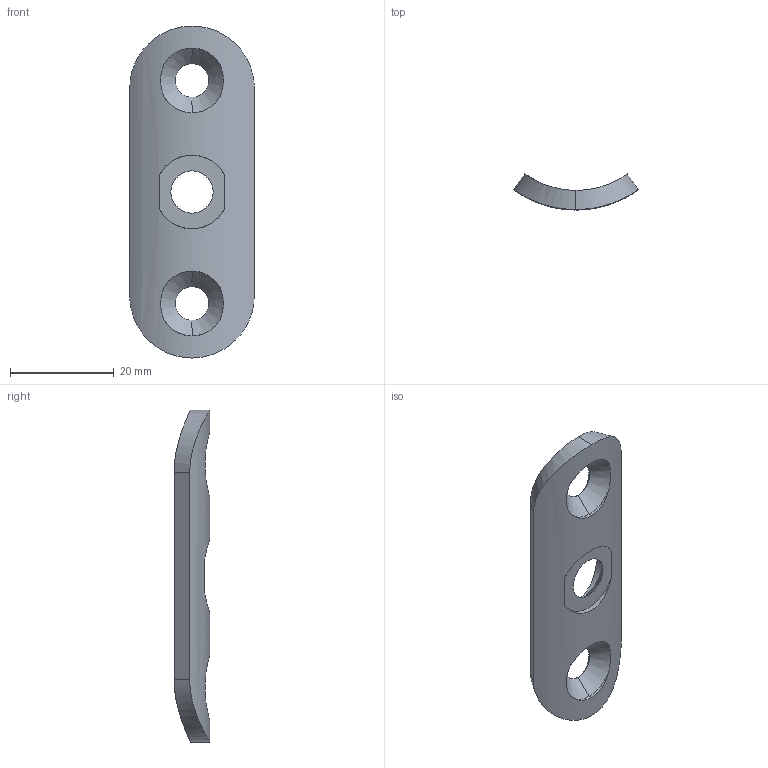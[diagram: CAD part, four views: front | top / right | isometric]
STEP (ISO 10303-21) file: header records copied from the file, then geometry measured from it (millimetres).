
FILE_DESCRIPTION (( 'STEP AP203' ), '1' );
FILE_NAME ('A_1800-133.STEP', '2022-12-13T09:26:23', ( '' ), ( '' ), 'SwSTEP 2.0', 'SolidWorks 2019', '' );
FILE_SCHEMA (( 'CONFIG_CONTROL_DESIGN' ));
Length unit declared in the file: millimetre
Products named in the file (1): A_1800-133
Bounding box: 24 x 6.87 x 64 mm (x, y, z)
Volume: 4096.6 mm3; surface area: 3247 mm2
Topology: 1 solids, 1 shells, 29 faces, 66 edges, 40 vertices
Faces by surface type: cylinder 16, cone 6, bspline 4, plane 3
Entity records: 1815 total; most frequent: CARTESIAN_POINT 1124, ORIENTED_EDGE 132, DIRECTION 110, EDGE_CURVE 66, AXIS2_PLACEMENT_3D 44, VERTEX_POINT 40, EDGE_LOOP 36, FACE_OUTER_BOUND 29
